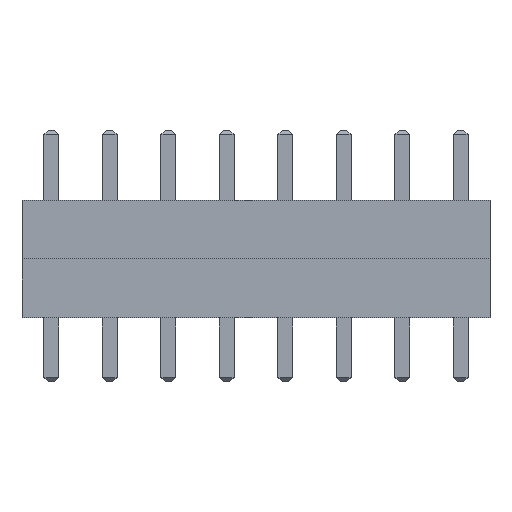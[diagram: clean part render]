
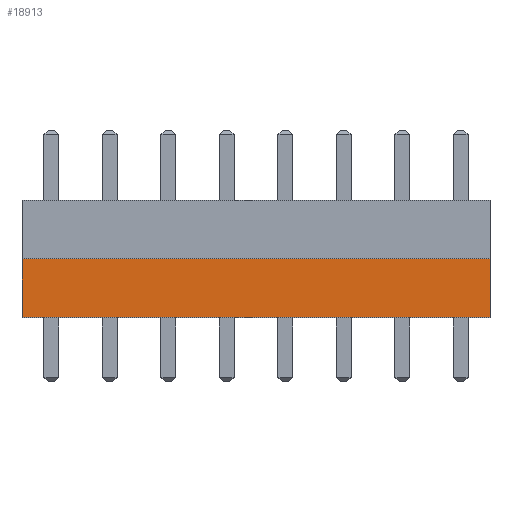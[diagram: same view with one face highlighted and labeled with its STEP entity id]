
A CAD part, top view. The second image highlights one B-rep face of the part: STEP entity #18913.
In plain terms, the highlighted planar face has unit normal (0, 0, 1).
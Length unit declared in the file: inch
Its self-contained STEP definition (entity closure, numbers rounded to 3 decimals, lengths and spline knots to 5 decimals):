
#909 = VECTOR ( 'NONE', #12118, 39.37008 ) ;
#928 = LINE ( 'NONE', #12120, #909 ) ;
#1205 = VECTOR ( 'NONE', #14125, 39.37008 ) ;
#1216 = LINE ( 'NONE', #14129, #1205 ) ;
#1238 = LINE ( 'NONE', #12451, #1374 ) ;
#1374 = VECTOR ( 'NONE', #12435, 39.37008 ) ;
#1674 = VECTOR ( 'NONE', #11668, 39.37008 ) ;
#1677 = LINE ( 'NONE', #11671, #1674 ) ;
#3737 = PLANE ( 'NONE',  #13309 ) ;
#3881 = CARTESIAN_POINT ( 'NONE',  ( -0.4, 0.1, 0.1 ) ) ;
#3882 = DIRECTION ( 'NONE',  ( 0., 0., -1. ) ) ;
#3883 = DIRECTION ( 'NONE',  ( -1., 0., 0. ) ) ;
#5428 = EDGE_LOOP ( 'NONE', ( #14939, #16836, #17071, #14941 ) ) ;
#8440 = VERTEX_POINT ( 'NONE', #12441 ) ;
#8539 = VERTEX_POINT ( 'NONE', #12248 ) ;
#8552 = VERTEX_POINT ( 'NONE', #12219 ) ;
#8568 = VERTEX_POINT ( 'NONE', #12181 ) ;
#11668 = DIRECTION ( 'NONE',  ( 0., -1., 0. ) ) ;
#11671 = CARTESIAN_POINT ( 'NONE',  ( 0.4, 0.1, 0.1 ) ) ;
#12118 = DIRECTION ( 'NONE',  ( 0., -1., 0. ) ) ;
#12120 = CARTESIAN_POINT ( 'NONE',  ( -0.4, 0.1, 0.1 ) ) ;
#12181 = CARTESIAN_POINT ( 'NONE',  ( -0.4, 0., 0.1 ) ) ;
#12219 = CARTESIAN_POINT ( 'NONE',  ( 0.4, 0., 0.1 ) ) ;
#12248 = CARTESIAN_POINT ( 'NONE',  ( -0.4, 0.1, 0.1 ) ) ;
#12435 = DIRECTION ( 'NONE',  ( 1., 0., 0. ) ) ;
#12441 = CARTESIAN_POINT ( 'NONE',  ( 0.4, 0.1, 0.1 ) ) ;
#12451 = CARTESIAN_POINT ( 'NONE',  ( -0.4, 0.1, 0.1 ) ) ;
#13309 = AXIS2_PLACEMENT_3D ( 'NONE', #3881, #3882, #3883 ) ;
#14125 = DIRECTION ( 'NONE',  ( 1., 0., 0. ) ) ;
#14129 = CARTESIAN_POINT ( 'NONE',  ( -0.4, 0., 0.1 ) ) ;
#14939 = ORIENTED_EDGE ( 'NONE', *, *, #16427, .T. ) ;
#14941 = ORIENTED_EDGE ( 'NONE', *, *, #16156, .T. ) ;
#16059 = EDGE_CURVE ( 'NONE', #8539, #8440, #1238, .T. ) ;
#16156 = EDGE_CURVE ( 'NONE', #8539, #8568, #928, .T. ) ;
#16303 = EDGE_CURVE ( 'NONE', #8440, #8552, #1677, .T. ) ;
#16427 = EDGE_CURVE ( 'NONE', #8568, #8552, #1216, .T. ) ;
#16836 = ORIENTED_EDGE ( 'NONE', *, *, #16303, .F. ) ;
#17071 = ORIENTED_EDGE ( 'NONE', *, *, #16059, .F. ) ;
#18913 = ADVANCED_FACE ( 'NONE', ( #20462 ), #3737, .F. ) ;
#20462 = FACE_OUTER_BOUND ( 'NONE', #5428, .T. ) ;
